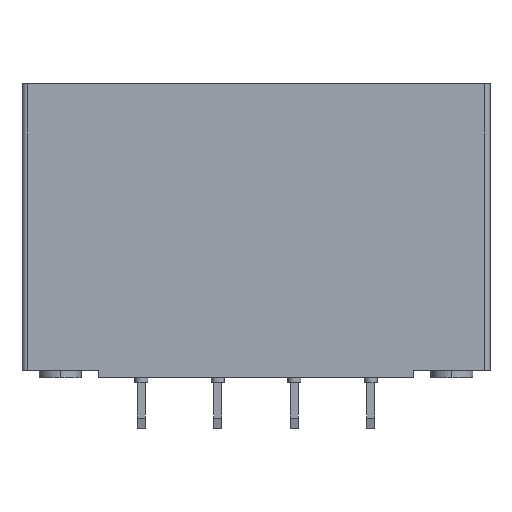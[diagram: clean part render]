
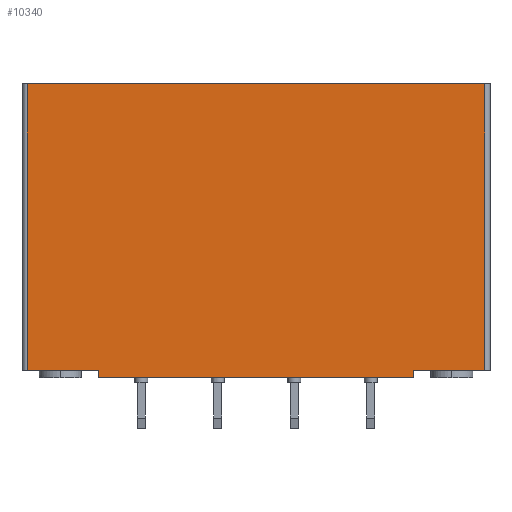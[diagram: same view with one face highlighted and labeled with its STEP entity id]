
A CAD part, front view. The second image highlights one B-rep face of the part: STEP entity #10340.
In plain terms, the highlighted planar face has unit normal (0, -1, 0).
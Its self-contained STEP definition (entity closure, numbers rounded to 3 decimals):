
#6097=CARTESIAN_POINT('',(15.69,-6.77,0.75));
#6098=VERTEX_POINT('',#6097);
#6115=CARTESIAN_POINT('',(22.79,-6.77,0.75));
#6116=VERTEX_POINT('',#6115);
#6124=CARTESIAN_POINT('',(22.79,-6.77,0.75));
#6125=DIRECTION('',(-1.0,0.0,0.0));
#6126=VECTOR('',#6125,7.1);
#6127=LINE('',#6124,#6126);
#6128=EDGE_CURVE('',#6116,#6098,#6127,.T.);
#6174=CARTESIAN_POINT('',(22.79,-6.77,29.25));
#6175=VERTEX_POINT('',#6174);
#6183=CARTESIAN_POINT('',(22.79,-6.77,29.25));
#6184=DIRECTION('',(0.0,0.,-1.0));
#6185=VECTOR('',#6184,28.5);
#6186=LINE('',#6183,#6185);
#6187=EDGE_CURVE('',#6175,#6116,#6186,.T.);
#6551=CARTESIAN_POINT('',(15.69,-6.77,0.));
#6552=VERTEX_POINT('',#6551);
#6553=CARTESIAN_POINT('',(15.69,-6.77,0.75));
#6554=DIRECTION('',(0.0,0.,-1.0));
#6555=VECTOR('',#6554,0.75);
#6556=LINE('',#6553,#6555);
#6557=EDGE_CURVE('',#6098,#6552,#6556,.T.);
#8424=CARTESIAN_POINT('',(-22.79,-6.77,29.25));
#8425=VERTEX_POINT('',#8424);
#8426=CARTESIAN_POINT('',(-22.79,-6.77,29.25));
#8427=DIRECTION('',(1.0,0.0,0.0));
#8428=VECTOR('',#8427,45.58);
#8429=LINE('',#8426,#8428);
#8430=EDGE_CURVE('',#8425,#6175,#8429,.T.);
#9414=CARTESIAN_POINT('',(-15.69,-6.77,0.));
#9415=VERTEX_POINT('',#9414);
#9422=CARTESIAN_POINT('',(-15.69,-6.77,0.75));
#9423=VERTEX_POINT('',#9422);
#9424=CARTESIAN_POINT('',(-15.69,-6.77,0.));
#9425=DIRECTION('',(0.0,0.,1.0));
#9426=VECTOR('',#9425,0.75);
#9427=LINE('',#9424,#9426);
#9428=EDGE_CURVE('',#9415,#9423,#9427,.T.);
#9512=CARTESIAN_POINT('',(15.69,-6.77,0.));
#9513=DIRECTION('',(-1.0,0.0,0.0));
#9514=VECTOR('',#9513,31.38);
#9515=LINE('',#9512,#9514);
#9516=EDGE_CURVE('',#6552,#9415,#9515,.T.);
#10313=CARTESIAN_POINT('',(25.069,-6.77,-1.463));
#10314=DIRECTION('',(0.0,-1.0,0.0));
#10315=DIRECTION('',(-1.0,0.0,0.0));
#10316=AXIS2_PLACEMENT_3D('',#10313,#10314,#10315);
#10317=PLANE('',#10316);
#10318=ORIENTED_EDGE('',*,*,#8430,.F.);
#10319=CARTESIAN_POINT('',(-22.79,-6.77,0.75));
#10320=VERTEX_POINT('',#10319);
#10321=CARTESIAN_POINT('',(-22.79,-6.77,29.25));
#10322=DIRECTION('',(0.0,0.0,-1.0));
#10323=VECTOR('',#10322,28.5);
#10324=LINE('',#10321,#10323);
#10325=EDGE_CURVE('',#8425,#10320,#10324,.T.);
#10326=ORIENTED_EDGE('',*,*,#10325,.T.);
#10327=CARTESIAN_POINT('',(-15.69,-6.77,0.75));
#10328=DIRECTION('',(-1.0,0.0,0.0));
#10329=VECTOR('',#10328,7.1);
#10330=LINE('',#10327,#10329);
#10331=EDGE_CURVE('',#9423,#10320,#10330,.T.);
#10332=ORIENTED_EDGE('',*,*,#10331,.F.);
#10333=ORIENTED_EDGE('',*,*,#9428,.F.);
#10334=ORIENTED_EDGE('',*,*,#9516,.F.);
#10335=ORIENTED_EDGE('',*,*,#6557,.F.);
#10336=ORIENTED_EDGE('',*,*,#6128,.F.);
#10337=ORIENTED_EDGE('',*,*,#6187,.F.);
#10338=EDGE_LOOP('',(#10318,#10326,#10332,#10333,#10334,#10335,#10336,#10337));
#10339=FACE_OUTER_BOUND('',#10338,.T.);
#10340=ADVANCED_FACE('',(#10339),#10317,.T.);
